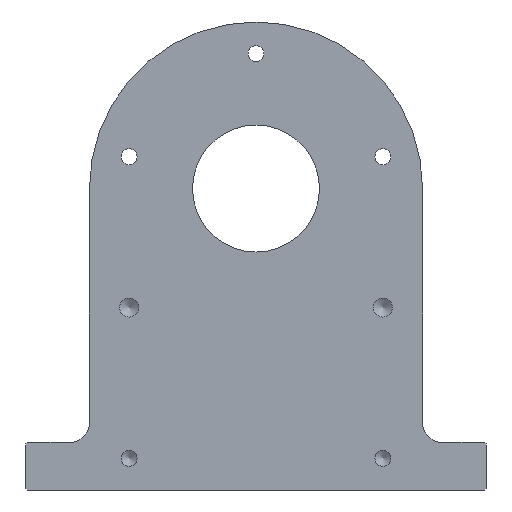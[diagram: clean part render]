
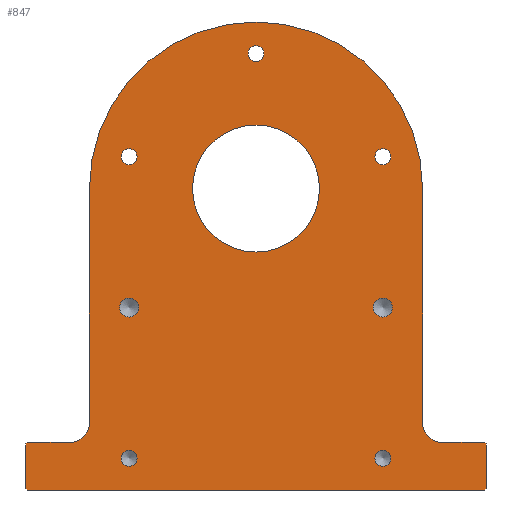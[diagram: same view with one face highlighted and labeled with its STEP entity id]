
A CAD part, left-side view. The second image highlights one B-rep face of the part: STEP entity #847.
In plain terms, the highlighted planar face has unit normal (-1, 0, 0).
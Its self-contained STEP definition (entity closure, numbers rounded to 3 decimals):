
#49=FACE_BOUND('',#192,.T.);
#50=FACE_BOUND('',#193,.T.);
#51=FACE_BOUND('',#194,.T.);
#52=FACE_BOUND('',#195,.T.);
#53=FACE_BOUND('',#196,.T.);
#54=FACE_BOUND('',#197,.T.);
#55=FACE_BOUND('',#198,.T.);
#56=FACE_BOUND('',#199,.T.);
#81=CIRCLE('',#925,6.);
#82=CIRCLE('',#926,52.5);
#83=CIRCLE('',#927,6.);
#84=CIRCLE('',#928,20.);
#85=CIRCLE('',#929,2.518);
#86=CIRCLE('',#930,2.518);
#87=CIRCLE('',#931,2.518);
#88=CIRCLE('',#932,2.518);
#89=CIRCLE('',#933,2.518);
#90=CIRCLE('',#934,3.);
#91=CIRCLE('',#935,3.);
#131=FACE_OUTER_BOUND('',#191,.T.);
#191=EDGE_LOOP('',(#620,#621,#622,#623,#624,#625,#626,#627,#628,#629,#630,
#631,#632,#633));
#192=EDGE_LOOP('',(#634));
#193=EDGE_LOOP('',(#635));
#194=EDGE_LOOP('',(#636));
#195=EDGE_LOOP('',(#637));
#196=EDGE_LOOP('',(#638));
#197=EDGE_LOOP('',(#639));
#198=EDGE_LOOP('',(#640));
#199=EDGE_LOOP('',(#641));
#267=LINE('',#1305,#330);
#273=LINE('',#1316,#336);
#283=LINE('',#1348,#346);
#286=LINE('',#1353,#349);
#288=LINE('',#1363,#351);
#289=LINE('',#1367,#352);
#290=LINE('',#1371,#353);
#291=LINE('',#1373,#354);
#292=LINE('',#1375,#355);
#293=LINE('',#1376,#356);
#294=LINE('',#1377,#357);
#330=VECTOR('',#1024,10.);
#336=VECTOR('',#1032,10.);
#346=VECTOR('',#1056,10.);
#349=VECTOR('',#1061,10.);
#351=VECTOR('',#1071,10.);
#352=VECTOR('',#1074,10.);
#353=VECTOR('',#1077,10.);
#354=VECTOR('',#1078,10.);
#355=VECTOR('',#1079,10.);
#356=VECTOR('',#1080,10.);
#357=VECTOR('',#1081,10.);
#393=VERTEX_POINT('',#1303);
#394=VERTEX_POINT('',#1304);
#398=VERTEX_POINT('',#1314);
#412=VERTEX_POINT('',#1346);
#413=VERTEX_POINT('',#1347);
#414=VERTEX_POINT('',#1352);
#417=VERTEX_POINT('',#1360);
#418=VERTEX_POINT('',#1362);
#419=VERTEX_POINT('',#1364);
#420=VERTEX_POINT('',#1366);
#421=VERTEX_POINT('',#1368);
#422=VERTEX_POINT('',#1370);
#423=VERTEX_POINT('',#1372);
#424=VERTEX_POINT('',#1374);
#425=VERTEX_POINT('',#1378);
#426=VERTEX_POINT('',#1380);
#427=VERTEX_POINT('',#1382);
#428=VERTEX_POINT('',#1384);
#429=VERTEX_POINT('',#1386);
#430=VERTEX_POINT('',#1388);
#431=VERTEX_POINT('',#1390);
#432=VERTEX_POINT('',#1392);
#471=EDGE_CURVE('',#393,#394,#267,.T.);
#477=EDGE_CURVE('',#393,#398,#273,.T.);
#492=EDGE_CURVE('',#412,#413,#283,.T.);
#495=EDGE_CURVE('',#414,#413,#286,.T.);
#499=EDGE_CURVE('',#417,#398,#81,.T.);
#500=EDGE_CURVE('',#417,#418,#288,.T.);
#501=EDGE_CURVE('',#419,#418,#82,.T.);
#502=EDGE_CURVE('',#419,#420,#289,.T.);
#503=EDGE_CURVE('',#421,#420,#83,.T.);
#504=EDGE_CURVE('',#421,#422,#290,.T.);
#505=EDGE_CURVE('',#423,#422,#291,.T.);
#506=EDGE_CURVE('',#423,#424,#292,.T.);
#507=EDGE_CURVE('',#414,#424,#293,.T.);
#508=EDGE_CURVE('',#412,#394,#294,.T.);
#509=EDGE_CURVE('',#425,#425,#84,.T.);
#510=EDGE_CURVE('',#426,#426,#85,.T.);
#511=EDGE_CURVE('',#427,#427,#86,.T.);
#512=EDGE_CURVE('',#428,#428,#87,.T.);
#513=EDGE_CURVE('',#429,#429,#88,.T.);
#514=EDGE_CURVE('',#430,#430,#89,.T.);
#515=EDGE_CURVE('',#431,#431,#90,.T.);
#516=EDGE_CURVE('',#432,#432,#91,.T.);
#620=ORIENTED_EDGE('',*,*,#471,.F.);
#621=ORIENTED_EDGE('',*,*,#477,.T.);
#622=ORIENTED_EDGE('',*,*,#499,.F.);
#623=ORIENTED_EDGE('',*,*,#500,.T.);
#624=ORIENTED_EDGE('',*,*,#501,.F.);
#625=ORIENTED_EDGE('',*,*,#502,.T.);
#626=ORIENTED_EDGE('',*,*,#503,.F.);
#627=ORIENTED_EDGE('',*,*,#504,.T.);
#628=ORIENTED_EDGE('',*,*,#505,.F.);
#629=ORIENTED_EDGE('',*,*,#506,.T.);
#630=ORIENTED_EDGE('',*,*,#507,.F.);
#631=ORIENTED_EDGE('',*,*,#495,.T.);
#632=ORIENTED_EDGE('',*,*,#492,.F.);
#633=ORIENTED_EDGE('',*,*,#508,.T.);
#634=ORIENTED_EDGE('',*,*,#509,.T.);
#635=ORIENTED_EDGE('',*,*,#510,.T.);
#636=ORIENTED_EDGE('',*,*,#511,.T.);
#637=ORIENTED_EDGE('',*,*,#512,.T.);
#638=ORIENTED_EDGE('',*,*,#513,.T.);
#639=ORIENTED_EDGE('',*,*,#514,.T.);
#640=ORIENTED_EDGE('',*,*,#515,.T.);
#641=ORIENTED_EDGE('',*,*,#516,.T.);
#821=PLANE('',#924);
#847=ADVANCED_FACE('',(#131,#49,#50,#51,#52,#53,#54,#55,#56),#821,.T.);
#924=AXIS2_PLACEMENT_3D('',#1359,#1067,#1068);
#925=AXIS2_PLACEMENT_3D('',#1361,#1069,#1070);
#926=AXIS2_PLACEMENT_3D('',#1365,#1072,#1073);
#927=AXIS2_PLACEMENT_3D('',#1369,#1075,#1076);
#928=AXIS2_PLACEMENT_3D('',#1379,#1082,#1083);
#929=AXIS2_PLACEMENT_3D('',#1381,#1084,#1085);
#930=AXIS2_PLACEMENT_3D('',#1383,#1086,#1087);
#931=AXIS2_PLACEMENT_3D('',#1385,#1088,#1089);
#932=AXIS2_PLACEMENT_3D('',#1387,#1090,#1091);
#933=AXIS2_PLACEMENT_3D('',#1389,#1092,#1093);
#934=AXIS2_PLACEMENT_3D('',#1391,#1094,#1095);
#935=AXIS2_PLACEMENT_3D('',#1393,#1096,#1097);
#1024=DIRECTION('',(0.,-0.707,-0.707));
#1032=DIRECTION('',(0.,1.,0.));
#1056=DIRECTION('',(0.,0.707,-0.707));
#1061=DIRECTION('',(0.,-1.,0.));
#1067=DIRECTION('center_axis',(-1.,0.,0.));
#1068=DIRECTION('ref_axis',(0.,-1.,0.));
#1069=DIRECTION('center_axis',(-1.,0.,0.));
#1070=DIRECTION('ref_axis',(0.,0.707,-0.707));
#1071=DIRECTION('',(0.,0.,1.));
#1072=DIRECTION('center_axis',(1.,0.,0.));
#1073=DIRECTION('ref_axis',(0.,0.707,0.707));
#1074=DIRECTION('',(0.,0.,-1.));
#1075=DIRECTION('center_axis',(-1.,0.,0.));
#1076=DIRECTION('ref_axis',(0.,-0.707,-0.707));
#1077=DIRECTION('',(0.,1.,0.));
#1078=DIRECTION('',(0.,-0.707,0.707));
#1079=DIRECTION('',(0.,0.,-1.));
#1080=DIRECTION('',(0.,0.707,0.707));
#1081=DIRECTION('',(0.,0.,1.));
#1082=DIRECTION('center_axis',(1.,0.,0.));
#1083=DIRECTION('ref_axis',(0.,-1.,0.));
#1084=DIRECTION('center_axis',(1.,0.,0.));
#1085=DIRECTION('ref_axis',(0.,-1.,0.));
#1086=DIRECTION('center_axis',(1.,0.,0.));
#1087=DIRECTION('ref_axis',(0.,-1.,0.));
#1088=DIRECTION('center_axis',(1.,0.,0.));
#1089=DIRECTION('ref_axis',(0.,-1.,0.));
#1090=DIRECTION('center_axis',(1.,0.,0.));
#1091=DIRECTION('ref_axis',(0.,-1.,0.));
#1092=DIRECTION('center_axis',(1.,0.,0.));
#1093=DIRECTION('ref_axis',(0.,-1.,0.));
#1094=DIRECTION('center_axis',(1.,0.,0.));
#1095=DIRECTION('ref_axis',(0.,-1.,0.));
#1096=DIRECTION('center_axis',(1.,0.,0.));
#1097=DIRECTION('ref_axis',(0.,-1.,0.));
#1303=CARTESIAN_POINT('',(-15.,-72.,-80.));
#1304=CARTESIAN_POINT('',(-15.,-72.5,-80.5));
#1305=CARTESIAN_POINT('',(-15.,-39.438,-47.437));
#1314=CARTESIAN_POINT('',(-15.,-58.5,-80.));
#1316=CARTESIAN_POINT('',(-15.,-52.5,-80.));
#1346=CARTESIAN_POINT('',(-15.,-72.5,-94.5));
#1347=CARTESIAN_POINT('',(-15.,-72.,-95.));
#1348=CARTESIAN_POINT('',(-15.,-72.563,-94.437));
#1352=CARTESIAN_POINT('',(-15.,72.,-95.));
#1353=CARTESIAN_POINT('',(-15.,-72.5,-95.));
#1359=CARTESIAN_POINT('Origin',(-15.,0.,-21.25));
#1360=CARTESIAN_POINT('',(-15.,-52.5,-74.));
#1361=CARTESIAN_POINT('Origin',(-15.,-58.5,-74.));
#1362=CARTESIAN_POINT('',(-15.,-52.5,0.));
#1363=CARTESIAN_POINT('',(-15.,-52.5,52.5));
#1364=CARTESIAN_POINT('',(-15.,52.5,0.));
#1365=CARTESIAN_POINT('Origin',(-15.,0.,0.));
#1366=CARTESIAN_POINT('',(-15.,52.5,-74.));
#1367=CARTESIAN_POINT('',(-15.,52.5,52.5));
#1368=CARTESIAN_POINT('',(-15.,58.5,-80.));
#1369=CARTESIAN_POINT('Origin',(-15.,58.5,-74.));
#1370=CARTESIAN_POINT('',(-15.,72.,-80.));
#1371=CARTESIAN_POINT('',(-15.,52.5,-80.));
#1372=CARTESIAN_POINT('',(-15.,72.5,-80.5));
#1373=CARTESIAN_POINT('',(-15.,39.437,-47.438));
#1374=CARTESIAN_POINT('',(-15.,72.5,-94.5));
#1375=CARTESIAN_POINT('',(-15.,72.5,-95.));
#1376=CARTESIAN_POINT('',(-15.,72.563,-94.437));
#1377=CARTESIAN_POINT('',(-15.,-72.5,52.5));
#1378=CARTESIAN_POINT('',(-15.,20.,0.));
#1379=CARTESIAN_POINT('Origin',(-15.,0.,0.));
#1380=CARTESIAN_POINT('',(-15.,-37.483,-85.));
#1381=CARTESIAN_POINT('Origin',(-15.,-40.,-85.));
#1382=CARTESIAN_POINT('',(-15.,42.518,10.));
#1383=CARTESIAN_POINT('Origin',(-15.,40.,10.));
#1384=CARTESIAN_POINT('',(-15.,-37.483,10.));
#1385=CARTESIAN_POINT('Origin',(-15.,-40.,10.));
#1386=CARTESIAN_POINT('',(-15.,2.518,42.5));
#1387=CARTESIAN_POINT('Origin',(-15.,0.,42.5));
#1388=CARTESIAN_POINT('',(-15.,42.518,-85.));
#1389=CARTESIAN_POINT('Origin',(-15.,40.,-85.));
#1390=CARTESIAN_POINT('',(-15.,-37.,-37.5));
#1391=CARTESIAN_POINT('Origin',(-15.,-40.,-37.5));
#1392=CARTESIAN_POINT('',(-15.,43.,-37.5));
#1393=CARTESIAN_POINT('Origin',(-15.,40.,-37.5));
